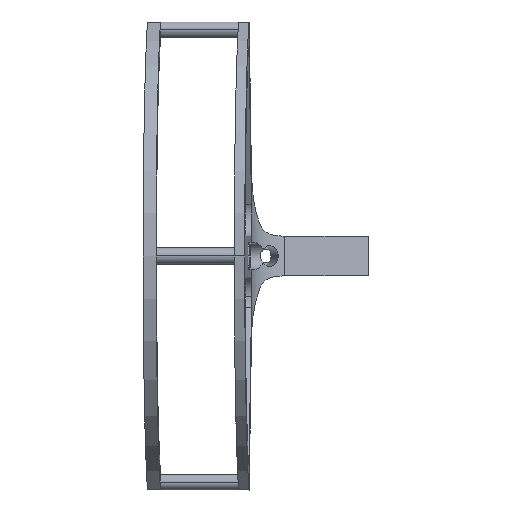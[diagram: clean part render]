
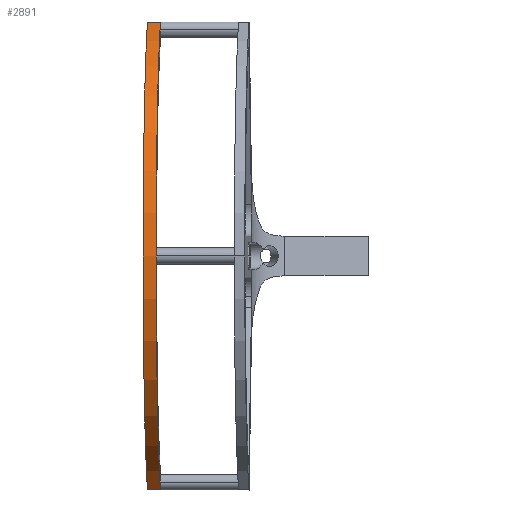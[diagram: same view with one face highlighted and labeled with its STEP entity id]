
A CAD part, left-side view. The second image highlights one B-rep face of the part: STEP entity #2891.
In plain terms, the highlighted cylindrical face has radius 95.331 mm (diameter 190.662 mm), a partial arc.
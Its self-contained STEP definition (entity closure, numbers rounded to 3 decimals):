
#20 = DIRECTION ( 'NONE',  ( 0.026, 1., 0. ) ) ;
#125 = DIRECTION ( 'NONE',  ( -0.026, -1., 0. ) ) ;
#162 = VERTEX_POINT ( 'NONE', #968 ) ;
#185 = FACE_OUTER_BOUND ( 'NONE', #2160, .T. ) ;
#276 = ORIENTED_EDGE ( 'NONE', *, *, #2666, .T. ) ;
#566 = CARTESIAN_POINT ( 'NONE',  ( -67.838, 95.207, -2.6 ) ) ;
#968 = CARTESIAN_POINT ( 'NONE',  ( -100.079, 101.048, -92.262 ) ) ;
#1061 = VERTEX_POINT ( 'NONE', #2285 ) ;
#1301 = ORIENTED_EDGE ( 'NONE', *, *, #3450, .F. ) ;
#1337 = CIRCLE ( 'NONE', #3233, 95.331 ) ;
#1475 = VECTOR ( 'NONE', #125, 1000. ) ;
#1617 = DIRECTION ( 'NONE',  ( 1., -0.026, 0. ) ) ;
#1762 = CARTESIAN_POINT ( 'NONE',  ( -67.708, 100.205, -2.6 ) ) ;
#1931 = CARTESIAN_POINT ( 'NONE',  ( -67.708, 100.205, -2.6 ) ) ;
#2027 = DIRECTION ( 'NONE',  ( -1., 0.026, 0. ) ) ;
#2160 = EDGE_LOOP ( 'NONE', ( #3350, #2795, #1301, #276 ) ) ;
#2202 = EDGE_CURVE ( 'NONE', #3660, #1061, #3276, .T. ) ;
#2207 = VERTEX_POINT ( 'NONE', #3103 ) ;
#2285 = CARTESIAN_POINT ( 'NONE',  ( -100.21, 96.05, 87.062 ) ) ;
#2371 = LINE ( 'NONE', #2890, #1475 ) ;
#2453 = CARTESIAN_POINT ( 'NONE',  ( -100.21, 96.05, -92.262 ) ) ;
#2612 = LINE ( 'NONE', #2664, #3488 ) ;
#2664 = CARTESIAN_POINT ( 'NONE',  ( -100.079, 101.048, -92.262 ) ) ;
#2666 = EDGE_CURVE ( 'NONE', #162, #3660, #2612, .T. ) ;
#2736 = EDGE_CURVE ( 'NONE', #2207, #1061, #2371, .T. ) ;
#2795 = ORIENTED_EDGE ( 'NONE', *, *, #2736, .F. ) ;
#2832 = DIRECTION ( 'NONE',  ( 0.026, 1., 0. ) ) ;
#2890 = CARTESIAN_POINT ( 'NONE',  ( -100.079, 101.048, 87.062 ) ) ;
#2891 = ADVANCED_FACE ( 'NONE', ( #185 ), #3349, .T. ) ;
#2912 = AXIS2_PLACEMENT_3D ( 'NONE', #566, #2832, #3062 ) ;
#3062 = DIRECTION ( 'NONE',  ( -1., 0.026, 0. ) ) ;
#3069 = DIRECTION ( 'NONE',  ( -0.026, -1., 0. ) ) ;
#3089 = AXIS2_PLACEMENT_3D ( 'NONE', #1931, #3069, #1617 ) ;
#3103 = CARTESIAN_POINT ( 'NONE',  ( -100.079, 101.048, 87.062 ) ) ;
#3233 = AXIS2_PLACEMENT_3D ( 'NONE', #1762, #20, #2027 ) ;
#3276 = CIRCLE ( 'NONE', #2912, 95.331 ) ;
#3349 = CYLINDRICAL_SURFACE ( 'NONE', #3089, 95.331 ) ;
#3350 = ORIENTED_EDGE ( 'NONE', *, *, #2202, .T. ) ;
#3450 = EDGE_CURVE ( 'NONE', #162, #2207, #1337, .T. ) ;
#3488 = VECTOR ( 'NONE', #3525, 1000. ) ;
#3525 = DIRECTION ( 'NONE',  ( -0.026, -1., 0. ) ) ;
#3660 = VERTEX_POINT ( 'NONE', #2453 ) ;
